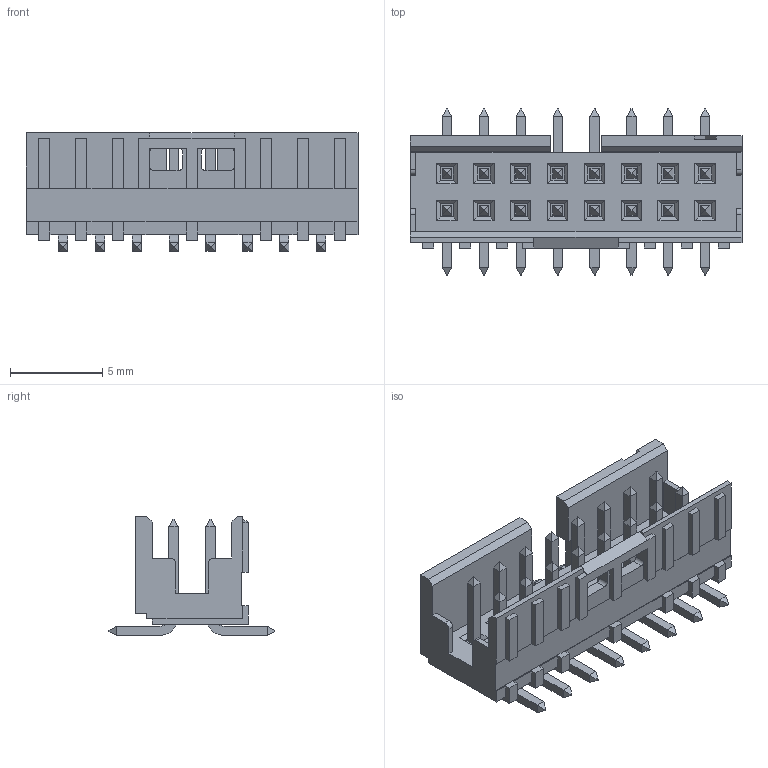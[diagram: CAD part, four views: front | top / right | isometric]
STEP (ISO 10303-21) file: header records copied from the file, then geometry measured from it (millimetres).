
FILE_DESCRIPTION((''),'2;1');
FILE_NAME('98424-X52-16_ASM','2008-08-22T',('lsaillard'),('FCI - CDC Division'),'PRO/ENGINEER BY PARAMETRIC TECHNOLOGY CORPORATION, 2008010','PRO/ENGINEER BY PARAMETRIC TECHNOLOGY CORPORATION, 2008010','');
FILE_SCHEMA(('CONFIG_CONTROL_DESIGN'));
Length unit declared in the file: millimetre
Products named in the file (1): 98424-X52-16_ASM
Bounding box: 18 x 9 x 6.45 mm (x, y, z)
Volume: 272.7 mm3; surface area: 912.1 mm2
Topology: 1 solids, 1 shells, 678 faces, 1722 edges, 1060 vertices
Faces by surface type: plane 634, cylinder 44
Entity records: 19832 total; most frequent: CARTESIAN_POINT 3460, ORIENTED_EDGE 3444, DIRECTION 3166, EDGE_CURVE 1722, VECTOR 1634, LINE 1634, VERTEX_POINT 1060, AXIS2_PLACEMENT_3D 766
